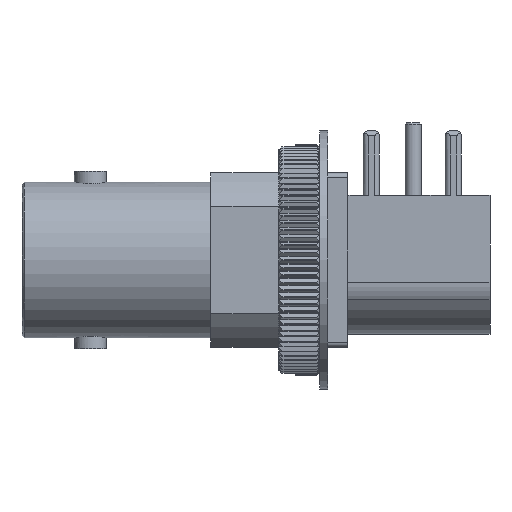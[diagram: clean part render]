
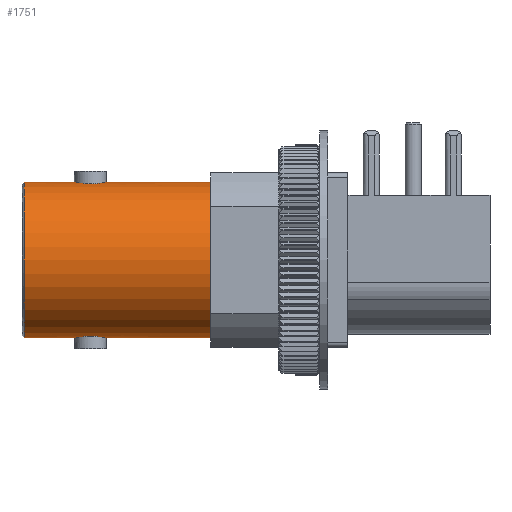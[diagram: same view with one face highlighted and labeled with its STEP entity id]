
A CAD part, left-side view. The second image highlights one B-rep face of the part: STEP entity #1751.
In plain terms, the highlighted cylindrical face has radius 4.825 mm (diameter 9.65 mm), a full revolution.
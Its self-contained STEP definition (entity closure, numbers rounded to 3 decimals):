
#1751 = ADVANCED_FACE( '', ( #3867, #3868, #3869, #3870 ), #3871, .T. );
#3867 = FACE_OUTER_BOUND( '', #6386, .T. );
#3868 = FACE_BOUND( '', #6387, .T. );
#3869 = FACE_OUTER_BOUND( '', #6388, .T. );
#3870 = FACE_BOUND( '', #6389, .T. );
#3871 = CYLINDRICAL_SURFACE( '', #6390, 4.825 );
#6386 = EDGE_LOOP( '', ( #11226 ) );
#6387 = EDGE_LOOP( '', ( #11227 ) );
#6388 = EDGE_LOOP( '', ( #11228 ) );
#6389 = EDGE_LOOP( '', ( #11229 ) );
#6390 = AXIS2_PLACEMENT_3D( '', #11230, #11231, #11232 );
#11226 = ORIENTED_EDGE( '', *, *, #15680, .T. );
#11227 = ORIENTED_EDGE( '', *, *, #16800, .F. );
#11228 = ORIENTED_EDGE( '', *, *, #16801, .F. );
#11229 = ORIENTED_EDGE( '', *, *, #16802, .T. );
#11230 = CARTESIAN_POINT( '', ( 0., -4.76, 0. ) );
#11231 = DIRECTION( '', ( 0., 1., 0. ) );
#11232 = DIRECTION( '', ( 0., 0., -1. ) );
#15680 = EDGE_CURVE( '', #19068, #19068, #19069, .T. );
#16800 = EDGE_CURVE( '', #20706, #20706, #20707, .T. );
#16801 = EDGE_CURVE( '', #20708, #20708, #20709, .T. );
#16802 = EDGE_CURVE( '', #20710, #20710, #20711, .T. );
#19068 = VERTEX_POINT( '', #23750 );
#19069 = CIRCLE( '', #23751, 4.825 );
#20706 = VERTEX_POINT( '', #26258 );
#20707 = B_SPLINE_CURVE_WITH_KNOTS( '', 3, ( #26259, #26260, #26261, #26262, #26263, #26264, #26265, #26266, #26267, #26268, #26269, #26270, #26271, #26272, #26273, #26274, #26275, #26276, #26277, #26278, #26279, #26280, #26281, #26282, #26283, #26284, #26285, #26286, #26287, #26288, #26289, #26290, #26291, #26292 ), .UNSPECIFIED., .T., .F., ( 2, 2, 2, 2, 2, 2, 2, 2, 2, 2, 2, 2, 2, 2, 2, 2, 2, 2, 2 ), ( 0., 0., 0., 0.001, 0.001, 0.002, 0.002, 0.002, 0.003, 0.003, 0.003, 0.004, 0.004, 0.005, 0.005, 0.005, 0.006, 0.006, 0.007 ), .UNSPECIFIED. );
#20708 = VERTEX_POINT( '', #26293 );
#20709 = CIRCLE( '', #26294, 4.825 );
#20710 = VERTEX_POINT( '', #26295 );
#20711 = B_SPLINE_CURVE_WITH_KNOTS( '', 3, ( #26296, #26297, #26298, #26299, #26300, #26301, #26302, #26303, #26304, #26305, #26306, #26307, #26308, #26309, #26310, #26311, #26312, #26313, #26314, #26315, #26316, #26317, #26318, #26319, #26320, #26321, #26322, #26323, #26324, #26325, #26326, #26327, #26328, #26329 ), .UNSPECIFIED., .T., .F., ( 2, 2, 2, 2, 2, 2, 2, 2, 2, 2, 2, 2, 2, 2, 2, 2, 2, 2, 2 ), ( 0., 0., 0., 0.001, 0.001, 0.002, 0.002, 0.002, 0.003, 0.003, 0.003, 0.004, 0.004, 0.005, 0.005, 0.005, 0.006, 0.006, 0.007 ), .UNSPECIFIED. );
#23750 = CARTESIAN_POINT( '', ( 0., 24.09, -4.825 ) );
#23751 = AXIS2_PLACEMENT_3D( '', #28768, #28769, #28770 );
#26258 = CARTESIAN_POINT( '', ( 0., 20.99, -4.825 ) );
#26259 = CARTESIAN_POINT( '', ( -0.131, 20.99, -4.825 ) );
#26260 = CARTESIAN_POINT( '', ( 0.131, 20.99, -4.825 ) );
#26261 = CARTESIAN_POINT( '', ( 0.26, 20.964, -4.819 ) );
#26262 = CARTESIAN_POINT( '', ( 0.499, 20.865, -4.801 ) );
#26263 = CARTESIAN_POINT( '', ( 0.609, 20.791, -4.787 ) );
#26264 = CARTESIAN_POINT( '', ( 0.791, 20.609, -4.761 ) );
#26265 = CARTESIAN_POINT( '', ( 0.865, 20.499, -4.747 ) );
#26266 = CARTESIAN_POINT( '', ( 0.964, 20.261, -4.728 ) );
#26267 = CARTESIAN_POINT( '', ( 0.99, 20.13, -4.722 ) );
#26268 = CARTESIAN_POINT( '', ( 0.99, 19.871, -4.722 ) );
#26269 = CARTESIAN_POINT( '', ( 0.964, 19.741, -4.728 ) );
#26270 = CARTESIAN_POINT( '', ( 0.865, 19.501, -4.747 ) );
#26271 = CARTESIAN_POINT( '', ( 0.792, 19.392, -4.76 ) );
#26272 = CARTESIAN_POINT( '', ( 0.608, 19.208, -4.787 ) );
#26273 = CARTESIAN_POINT( '', ( 0.499, 19.135, -4.801 ) );
#26274 = CARTESIAN_POINT( '', ( 0.26, 19.036, -4.819 ) );
#26275 = CARTESIAN_POINT( '', ( 0.13, 19.01, -4.825 ) );
#26276 = CARTESIAN_POINT( '', ( -0.129, 19.01, -4.825 ) );
#26277 = CARTESIAN_POINT( '', ( -0.26, 19.036, -4.819 ) );
#26278 = CARTESIAN_POINT( '', ( -0.498, 19.135, -4.801 ) );
#26279 = CARTESIAN_POINT( '', ( -0.608, 19.208, -4.787 ) );
#26280 = CARTESIAN_POINT( '', ( -0.791, 19.391, -4.761 ) );
#26281 = CARTESIAN_POINT( '', ( -0.864, 19.5, -4.747 ) );
#26282 = CARTESIAN_POINT( '', ( -0.964, 19.74, -4.728 ) );
#26283 = CARTESIAN_POINT( '', ( -0.99, 19.869, -4.722 ) );
#26284 = CARTESIAN_POINT( '', ( -0.99, 20.13, -4.722 ) );
#26285 = CARTESIAN_POINT( '', ( -0.964, 20.259, -4.728 ) );
#26286 = CARTESIAN_POINT( '', ( -0.865, 20.499, -4.747 ) );
#26287 = CARTESIAN_POINT( '', ( -0.791, 20.608, -4.761 ) );
#26288 = CARTESIAN_POINT( '', ( -0.61, 20.791, -4.787 ) );
#26289 = CARTESIAN_POINT( '', ( -0.5, 20.864, -4.801 ) );
#26290 = CARTESIAN_POINT( '', ( -0.261, 20.964, -4.819 ) );
#26291 = CARTESIAN_POINT( '', ( -0.131, 20.99, -4.825 ) );
#26292 = CARTESIAN_POINT( '', ( 0.131, 20.99, -4.825 ) );
#26293 = CARTESIAN_POINT( '', ( 0., 12.54, -4.825 ) );
#26294 = AXIS2_PLACEMENT_3D( '', #30145, #30146, #30147 );
#26295 = CARTESIAN_POINT( '', ( -0.99, 20., 4.722 ) );
#26296 = CARTESIAN_POINT( '', ( -0.99, 19.869, 4.722 ) );
#26297 = CARTESIAN_POINT( '', ( -0.99, 20.131, 4.722 ) );
#26298 = CARTESIAN_POINT( '', ( -0.964, 20.26, 4.728 ) );
#26299 = CARTESIAN_POINT( '', ( -0.865, 20.499, 4.747 ) );
#26300 = CARTESIAN_POINT( '', ( -0.791, 20.609, 4.761 ) );
#26301 = CARTESIAN_POINT( '', ( -0.609, 20.791, 4.787 ) );
#26302 = CARTESIAN_POINT( '', ( -0.499, 20.865, 4.801 ) );
#26303 = CARTESIAN_POINT( '', ( -0.261, 20.964, 4.819 ) );
#26304 = CARTESIAN_POINT( '', ( -0.13, 20.99, 4.825 ) );
#26305 = CARTESIAN_POINT( '', ( 0.129, 20.99, 4.825 ) );
#26306 = CARTESIAN_POINT( '', ( 0.259, 20.964, 4.82 ) );
#26307 = CARTESIAN_POINT( '', ( 0.499, 20.865, 4.801 ) );
#26308 = CARTESIAN_POINT( '', ( 0.608, 20.792, 4.787 ) );
#26309 = CARTESIAN_POINT( '', ( 0.792, 20.608, 4.76 ) );
#26310 = CARTESIAN_POINT( '', ( 0.865, 20.499, 4.747 ) );
#26311 = CARTESIAN_POINT( '', ( 0.964, 20.26, 4.728 ) );
#26312 = CARTESIAN_POINT( '', ( 0.99, 20.13, 4.722 ) );
#26313 = CARTESIAN_POINT( '', ( 0.99, 19.871, 4.722 ) );
#26314 = CARTESIAN_POINT( '', ( 0.964, 19.74, 4.728 ) );
#26315 = CARTESIAN_POINT( '', ( 0.865, 19.502, 4.747 ) );
#26316 = CARTESIAN_POINT( '', ( 0.792, 19.392, 4.76 ) );
#26317 = CARTESIAN_POINT( '', ( 0.609, 19.209, 4.787 ) );
#26318 = CARTESIAN_POINT( '', ( 0.5, 19.136, 4.8 ) );
#26319 = CARTESIAN_POINT( '', ( 0.26, 19.036, 4.819 ) );
#26320 = CARTESIAN_POINT( '', ( 0.131, 19.01, 4.825 ) );
#26321 = CARTESIAN_POINT( '', ( -0.13, 19.01, 4.825 ) );
#26322 = CARTESIAN_POINT( '', ( -0.259, 19.036, 4.82 ) );
#26323 = CARTESIAN_POINT( '', ( -0.499, 19.135, 4.801 ) );
#26324 = CARTESIAN_POINT( '', ( -0.608, 19.209, 4.787 ) );
#26325 = CARTESIAN_POINT( '', ( -0.791, 19.39, 4.761 ) );
#26326 = CARTESIAN_POINT( '', ( -0.864, 19.5, 4.747 ) );
#26327 = CARTESIAN_POINT( '', ( -0.964, 19.739, 4.728 ) );
#26328 = CARTESIAN_POINT( '', ( -0.99, 19.869, 4.722 ) );
#26329 = CARTESIAN_POINT( '', ( -0.99, 20.131, 4.722 ) );
#28768 = CARTESIAN_POINT( '', ( 0., 24.09, 0. ) );
#28769 = DIRECTION( '', ( 0., -1., 0. ) );
#28770 = DIRECTION( '', ( 0., 0., -1. ) );
#30145 = CARTESIAN_POINT( '', ( 0., 12.54, 0. ) );
#30146 = DIRECTION( '', ( 0., -1., 0. ) );
#30147 = DIRECTION( '', ( 0., 0., -1. ) );
